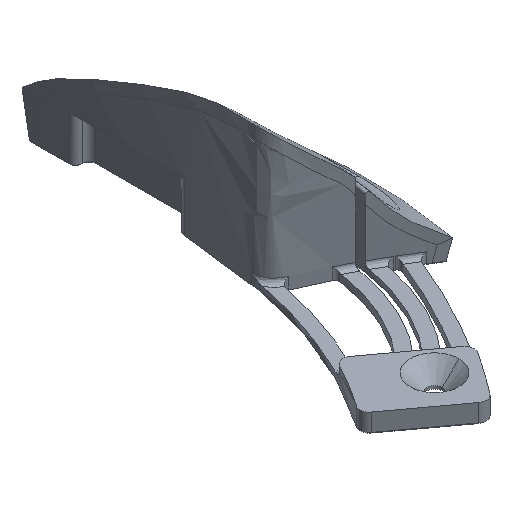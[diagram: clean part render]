
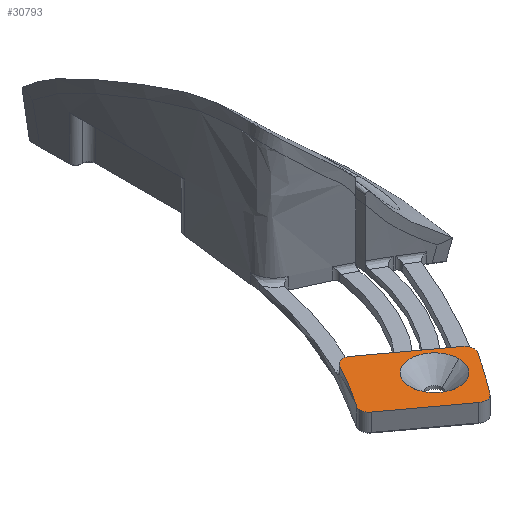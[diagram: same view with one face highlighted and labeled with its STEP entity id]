
A CAD part, isometric view. The second image highlights one B-rep face of the part: STEP entity #30793.
In plain terms, the highlighted planar face has unit normal (0, 0, 1).
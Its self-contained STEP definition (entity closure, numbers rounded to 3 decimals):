
#1384 = EDGE_CURVE ( 'NONE', #1737, #3405, #23352, .T. ) ;
#1737 = VERTEX_POINT ( 'NONE', #8992 ) ;
#1845 = DIRECTION ( 'NONE',  ( 0., 0., 1. ) ) ;
#2238 = ORIENTED_EDGE ( 'NONE', *, *, #25845, .T. ) ;
#2431 = CARTESIAN_POINT ( 'NONE',  ( -9.049, -15.142, 33.194 ) ) ;
#2588 = CARTESIAN_POINT ( 'NONE',  ( 6.578, -26.484, 33.194 ) ) ;
#2732 = DIRECTION ( 'NONE',  ( 1., 0., 0. ) ) ;
#3052 = DIRECTION ( 'NONE',  ( 0., 0., 1. ) ) ;
#3129 = DIRECTION ( 'NONE',  ( 1., 0., 0. ) ) ;
#3332 = DIRECTION ( 'NONE',  ( 1., 0., 0. ) ) ;
#3405 = VERTEX_POINT ( 'NONE', #17065 ) ;
#3750 = ORIENTED_EDGE ( 'NONE', *, *, #18107, .T. ) ;
#3815 = ORIENTED_EDGE ( 'NONE', *, *, #7510, .T. ) ;
#3877 = CARTESIAN_POINT ( 'NONE',  ( -1.866, -25.627, 33.194 ) ) ;
#4146 = VERTEX_POINT ( 'NONE', #12500 ) ;
#4623 = CARTESIAN_POINT ( 'NONE',  ( -16.015, -26.155, 33.194 ) ) ;
#5102 = ORIENTED_EDGE ( 'NONE', *, *, #7823, .T. ) ;
#5281 = ORIENTED_EDGE ( 'NONE', *, *, #18722, .T. ) ;
#5557 = EDGE_LOOP ( 'NONE', ( #21055, #5281, #32230, #2238, #3815, #5102, #26878, #12099, #17751 ) ) ;
#6156 = CARTESIAN_POINT ( 'NONE',  ( 0.118, -35.572, 33.194 ) ) ;
#6449 = AXIS2_PLACEMENT_3D ( 'NONE', #23636, #3052, #23294 ) ;
#6589 = VERTEX_POINT ( 'NONE', #14112 ) ;
#7260 = CIRCLE ( 'NONE', #20617, 2. ) ;
#7510 = EDGE_CURVE ( 'NONE', #23502, #8274, #29846, .T. ) ;
#7587 = DIRECTION ( 'NONE',  ( 1., 0., 0. ) ) ;
#7669 = DIRECTION ( 'NONE',  ( 1., 0., 0. ) ) ;
#7755 = DIRECTION ( 'NONE',  ( 0., 0., -1. ) ) ;
#7823 = EDGE_CURVE ( 'NONE', #8274, #29485, #15441, .T. ) ;
#8274 = VERTEX_POINT ( 'NONE', #6156 ) ;
#8308 = DIRECTION ( 'NONE',  ( 1., 0., 0. ) ) ;
#8592 = CIRCLE ( 'NONE', #6449, 2. ) ;
#8726 = CARTESIAN_POINT ( 'NONE',  ( -16.832, -24.543, 33.194 ) ) ;
#8992 = CARTESIAN_POINT ( 'NONE',  ( -10.812, -14.198, 33.194 ) ) ;
#9143 = EDGE_CURVE ( 'NONE', #21390, #22102, #28244, .T. ) ;
#9204 = DIRECTION ( 'NONE',  ( 1., 0., 0. ) ) ;
#10091 = AXIS2_PLACEMENT_3D ( 'NONE', #25251, #1845, #32758 ) ;
#10133 = VECTOR ( 'NONE', #27801, 1000. ) ;
#10181 = AXIS2_PLACEMENT_3D ( 'NONE', #20477, #7755, #22501 ) ;
#10436 = DIRECTION ( 'NONE',  ( 0.806, -0.592, 0. ) ) ;
#10665 = DIRECTION ( 'NONE',  ( 0., 0., 1. ) ) ;
#11533 = VECTOR ( 'NONE', #10436, 1000. ) ;
#11694 = AXIS2_PLACEMENT_3D ( 'NONE', #15855, #10665, #3129 ) ;
#11722 = AXIS2_PLACEMENT_3D ( 'NONE', #18875, #21239, #3332 ) ;
#12095 = CARTESIAN_POINT ( 'NONE',  ( 3.384, -25.627, 33.194 ) ) ;
#12099 = ORIENTED_EDGE ( 'NONE', *, *, #14373, .F. ) ;
#12500 = CARTESIAN_POINT ( 'NONE',  ( -7.865, -13.53, 33.194 ) ) ;
#12924 = EDGE_LOOP ( 'NONE', ( #31327, #3750 ) ) ;
#13032 = DIRECTION ( 'NONE',  ( 0., 0., 1. ) ) ;
#14112 = CARTESIAN_POINT ( 'NONE',  ( -7.116, -25.627, 33.194 ) ) ;
#14373 = EDGE_CURVE ( 'NONE', #4146, #25974, #24810, .T. ) ;
#14812 = DIRECTION ( 'NONE',  ( 0., 0., 1. ) ) ;
#15441 = CIRCLE ( 'NONE', #20767, 150. ) ;
#15456 = LINE ( 'NONE', #30658, #11533 ) ;
#15515 = AXIS2_PLACEMENT_3D ( 'NONE', #2431, #14812, #7587 ) ;
#15855 = CARTESIAN_POINT ( 'NONE',  ( -14.832, -24.543, 33.194 ) ) ;
#17065 = CARTESIAN_POINT ( 'NONE',  ( -16.469, -23.394, 33.194 ) ) ;
#17472 = EDGE_CURVE ( 'NONE', #4146, #1737, #29909, .T. ) ;
#17751 = ORIENTED_EDGE ( 'NONE', *, *, #17472, .T. ) ;
#17786 = CARTESIAN_POINT ( 'NONE',  ( 4.905, -25.386, 33.194 ) ) ;
#17944 = DIRECTION ( 'NONE',  ( 0., 0., 1. ) ) ;
#18107 = EDGE_CURVE ( 'NONE', #6589, #32382, #18201, .T. ) ;
#18201 = CIRCLE ( 'NONE', #10181, 5.25 ) ;
#18352 = CARTESIAN_POINT ( 'NONE',  ( -26.61, 0.416, 33.194 ) ) ;
#18722 = EDGE_CURVE ( 'NONE', #3405, #21390, #8592, .T. ) ;
#18875 = CARTESIAN_POINT ( 'NONE',  ( -90.159, 28.276, 33.194 ) ) ;
#19164 = EDGE_CURVE ( 'NONE', #32382, #6589, #26219, .T. ) ;
#20477 = CARTESIAN_POINT ( 'NONE',  ( -1.866, -25.627, 33.194 ) ) ;
#20617 = AXIS2_PLACEMENT_3D ( 'NONE', #17786, #17944, #2732 ) ;
#20767 = AXIS2_PLACEMENT_3D ( 'NONE', #26070, #13032, #7669 ) ;
#21055 = ORIENTED_EDGE ( 'NONE', *, *, #1384, .T. ) ;
#21239 = DIRECTION ( 'NONE',  ( 0., 0., -1. ) ) ;
#21390 = VERTEX_POINT ( 'NONE', #8726 ) ;
#21470 = CARTESIAN_POINT ( 'NONE',  ( -2.652, -35.965, 33.194 ) ) ;
#22102 = VERTEX_POINT ( 'NONE', #4623 ) ;
#22382 = FACE_BOUND ( 'NONE', #12924, .T. ) ;
#22501 = DIRECTION ( 'NONE',  ( 1., 0., 0. ) ) ;
#22981 = CARTESIAN_POINT ( 'NONE',  ( 6.089, -23.774, 33.194 ) ) ;
#23294 = DIRECTION ( 'NONE',  ( 1., 0., 0. ) ) ;
#23352 = CIRCLE ( 'NONE', #11722, 90. ) ;
#23502 = VERTEX_POINT ( 'NONE', #21470 ) ;
#23636 = CARTESIAN_POINT ( 'NONE',  ( -14.832, -24.543, 33.194 ) ) ;
#23711 = DIRECTION ( 'NONE',  ( 0., 0., 1. ) ) ;
#24114 = DIRECTION ( 'NONE',  ( 0., 0., -1. ) ) ;
#24631 = AXIS2_PLACEMENT_3D ( 'NONE', #3877, #24114, #9204 ) ;
#24810 = LINE ( 'NONE', #30303, #10133 ) ;
#24897 = AXIS2_PLACEMENT_3D ( 'NONE', #18352, #23711, #8308 ) ;
#25251 = CARTESIAN_POINT ( 'NONE',  ( -1.468, -34.353, 33.194 ) ) ;
#25845 = EDGE_CURVE ( 'NONE', #22102, #23502, #15456, .T. ) ;
#25974 = VERTEX_POINT ( 'NONE', #22981 ) ;
#26070 = CARTESIAN_POINT ( 'NONE',  ( -118.828, 55.817, 33.194 ) ) ;
#26200 = FACE_OUTER_BOUND ( 'NONE', #5557, .T. ) ;
#26219 = CIRCLE ( 'NONE', #24631, 5.25 ) ;
#26878 = ORIENTED_EDGE ( 'NONE', *, *, #28061, .T. ) ;
#27801 = DIRECTION ( 'NONE',  ( 0.806, -0.592, 0. ) ) ;
#28061 = EDGE_CURVE ( 'NONE', #29485, #25974, #7260, .T. ) ;
#28244 = CIRCLE ( 'NONE', #11694, 2. ) ;
#29485 = VERTEX_POINT ( 'NONE', #2588 ) ;
#29846 = CIRCLE ( 'NONE', #10091, 2. ) ;
#29909 = CIRCLE ( 'NONE', #15515, 2. ) ;
#30303 = CARTESIAN_POINT ( 'NONE',  ( -26.698, 0.296, 33.194 ) ) ;
#30658 = CARTESIAN_POINT ( 'NONE',  ( -35.575, -11.796, 33.194 ) ) ;
#30793 = ADVANCED_FACE ( 'NONE', ( #22382, #26200 ), #31230, .T. ) ;
#31230 = PLANE ( 'NONE',  #24897 ) ;
#31327 = ORIENTED_EDGE ( 'NONE', *, *, #19164, .T. ) ;
#32230 = ORIENTED_EDGE ( 'NONE', *, *, #9143, .T. ) ;
#32382 = VERTEX_POINT ( 'NONE', #12095 ) ;
#32758 = DIRECTION ( 'NONE',  ( 1., 0., 0. ) ) ;
